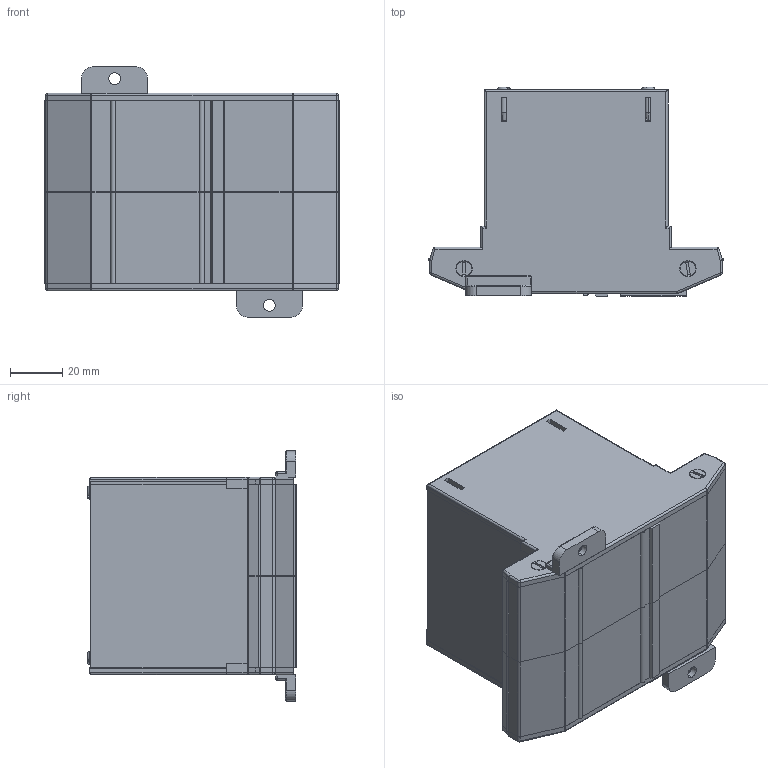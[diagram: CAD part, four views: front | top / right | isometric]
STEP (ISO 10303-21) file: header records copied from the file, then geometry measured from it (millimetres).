
FILE_DESCRIPTION (( 'STEP AP214' ), '1' );
FILE_NAME ('UEWP-070.STEP', '2022-01-17T12:21:04', ( '' ), ( '' ), 'SwSTEP 2.0', 'SolidWorks 2017', '' );
FILE_SCHEMA (( 'AUTOMOTIVE_DESIGN' ));
Length unit declared in the file: millimetre
Products named in the file (34): End Piece UE; Top Cover Screw; Pin 070; UEWP-070; Vertical PCB UE; Top cover 70; Horizontal PCB UE-070; Pin 070 Solid; Low Bracket UBRL; Base PCB UEC 070; End Plate Screw; Spacer Piece
Assembly tree (22 placements, depth 2):
  End Piece UE
  Top Cover Screw
  Pin 070
  End Piece UE
  UEWP-070
    End Piece UE  x2
    Top cover 70
    Base PCB UEC 070
    Pin 070  x2
    Pin 070 Solid  x2
    Low Bracket UBRL  x2
    Top Cover Screw  x4
    End Plate Screw  x4
    Horizontal PCB UE-070
    Vertical PCB UE
    Spacer Piece  x2
Bounding box: 112.5 x 79.8 x 95.4 mm (x, y, z)
Volume: 123547.7 mm3; surface area: 147016.9 mm2
Topology: 22 solids, 22 shells, 1316 faces, 3434 edges, 2192 vertices
Faces by surface type: plane 736, cylinder 428, torus 76, cone 52, bspline 16, sphere 8
Entity records: 22676 total; most frequent: CARTESIAN_POINT 4039, DIRECTION 3782, ORIENTED_EDGE 3688, EDGE_CURVE 1844, AXIS2_PLACEMENT_3D 1268, VECTOR 1246, LINE 1246, VERTEX_POINT 1185
